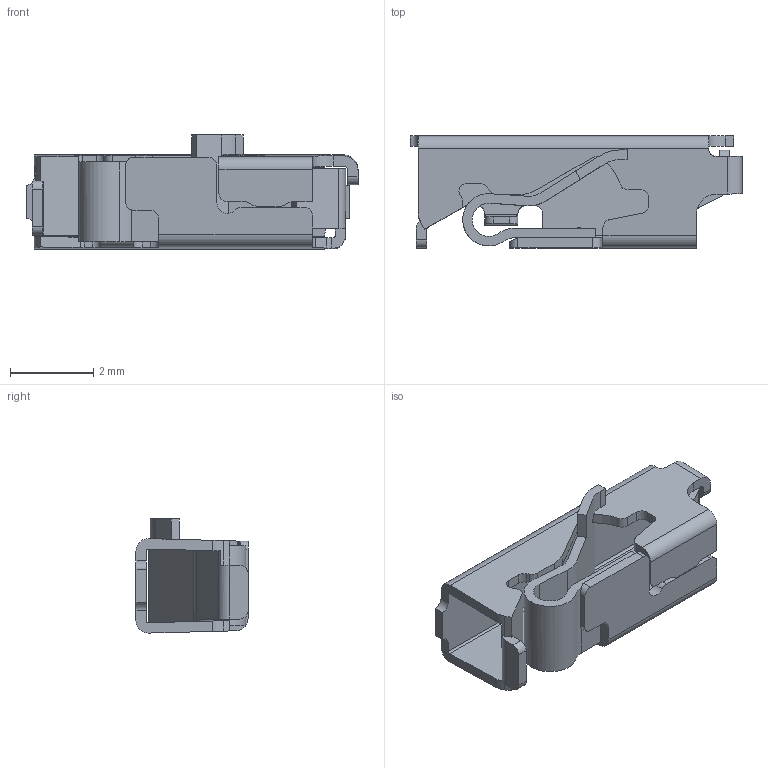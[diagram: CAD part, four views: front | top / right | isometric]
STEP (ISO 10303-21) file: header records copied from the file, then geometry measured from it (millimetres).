
FILE_DESCRIPTION(/* description */ ('STEP AP214'),/* implementation_level */ '2;1');
FILE_NAME(/* name */ '2065-100_998-403',/* time_stamp */ '2022-12-06T15:19:24+01:00',/* author */ ('License CC BY-ND 4.0'),/* organization */ ('CADENAS'),/* preprocessor_version */ 'ST-DEVELOPER v18.102',/* originating_system */ 'PARTsolutions',/* authorisation */ ' ');
FILE_SCHEMA (('AUTOMOTIVE_DESIGN {1 0 10303 214 3 1 1}'));
Length unit declared in the file: millimetre
Products named in the file (1): 2065-100/998-403
Bounding box: 8 x 2.7 x 2.75 mm (x, y, z)
Volume: 16.8 mm3; surface area: 146.7 mm2
Topology: 1 solids, 1 shells, 171 faces, 521 edges, 345 vertices
Faces by surface type: plane 98, cylinder 73
Entity records: 5910 total; most frequent: CARTESIAN_POINT 1044, ORIENTED_EDGE 1042, DIRECTION 1026, EDGE_CURVE 521, LINE 356, VECTOR 356, VERTEX_POINT 345, AXIS2_PLACEMENT_3D 335
